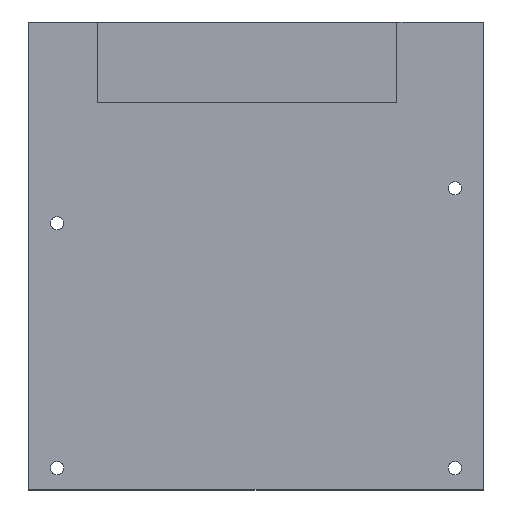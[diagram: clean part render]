
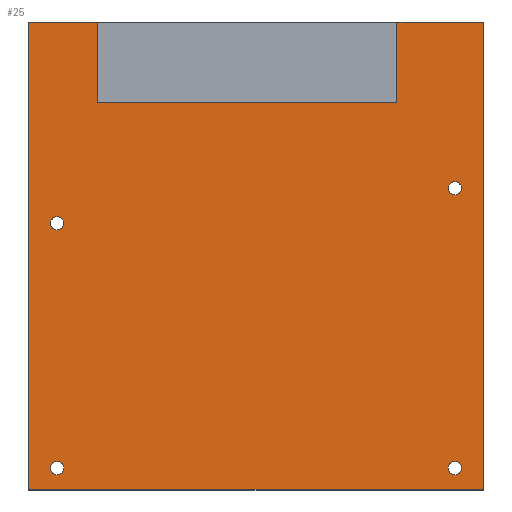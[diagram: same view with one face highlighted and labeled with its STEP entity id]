
A CAD part, top view. The second image highlights one B-rep face of the part: STEP entity #25.
In plain terms, the highlighted planar face has unit normal (0, 0, 1).
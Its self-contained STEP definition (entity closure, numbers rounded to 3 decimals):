
#5 = DIRECTION ( 'NONE',  ( 0., 0., 1. ) ) ;
#7 = DIRECTION ( 'NONE',  ( 0., -1., 0. ) ) ;
#9 = VECTOR ( 'NONE', #367, 1000. ) ;
#15 = CARTESIAN_POINT ( 'NONE',  ( -52., 53.5, 2. ) ) ;
#17 = VERTEX_POINT ( 'NONE', #551 ) ;
#19 = ORIENTED_EDGE ( 'NONE', *, *, #253, .F. ) ;
#22 = LINE ( 'NONE', #589, #537 ) ;
#23 = ORIENTED_EDGE ( 'NONE', *, *, #350, .T. ) ;
#25 = ADVANCED_FACE ( 'NONE', ( #598, #217, #193, #120, #546 ), #499, .T. ) ;
#30 = DIRECTION ( 'NONE',  ( 0., 0., 1. ) ) ;
#37 = EDGE_CURVE ( 'NONE', #268, #76, #658, .T. ) ;
#39 = VECTOR ( 'NONE', #274, 1000. ) ;
#42 = DIRECTION ( 'NONE',  ( 1., 0., 0. ) ) ;
#48 = VERTEX_POINT ( 'NONE', #553 ) ;
#51 = CARTESIAN_POINT ( 'NONE',  ( 47., 15.5, 2. ) ) ;
#54 = CIRCLE ( 'NONE', #170, 1.5 ) ;
#62 = ORIENTED_EDGE ( 'NONE', *, *, #318, .F. ) ;
#73 = AXIS2_PLACEMENT_3D ( 'NONE', #285, #646, #605 ) ;
#76 = VERTEX_POINT ( 'NONE', #139 ) ;
#78 = EDGE_LOOP ( 'NONE', ( #614, #136 ) ) ;
#79 = VERTEX_POINT ( 'NONE', #549 ) ;
#83 = ORIENTED_EDGE ( 'NONE', *, *, #484, .F. ) ;
#87 = CARTESIAN_POINT ( 'NONE',  ( -52., 53.5, 2. ) ) ;
#90 = CARTESIAN_POINT ( 'NONE',  ( 0., 0., 2. ) ) ;
#91 = VECTOR ( 'NONE', #7, 1000. ) ;
#104 = AXIS2_PLACEMENT_3D ( 'NONE', #662, #263, #152 ) ;
#105 = DIRECTION ( 'NONE',  ( -1., 0., 0. ) ) ;
#107 = VERTEX_POINT ( 'NONE', #87 ) ;
#109 = CARTESIAN_POINT ( 'NONE',  ( 52., 53.5, 2. ) ) ;
#111 = DIRECTION ( 'NONE',  ( -1., 0., 0. ) ) ;
#120 = FACE_BOUND ( 'NONE', #138, .T. ) ;
#122 = EDGE_CURVE ( 'NONE', #48, #420, #356, .T. ) ;
#128 = ORIENTED_EDGE ( 'NONE', *, *, #289, .T. ) ;
#133 = CIRCLE ( 'NONE', #325, 1.5 ) ;
#136 = ORIENTED_EDGE ( 'NONE', *, *, #533, .F. ) ;
#138 = EDGE_LOOP ( 'NONE', ( #167, #417 ) ) ;
#139 = CARTESIAN_POINT ( 'NONE',  ( 44., 15.5, 2. ) ) ;
#145 = DIRECTION ( 'NONE',  ( 1., 0., 0. ) ) ;
#152 = DIRECTION ( 'NONE',  ( -1., 0., 0. ) ) ;
#167 = ORIENTED_EDGE ( 'NONE', *, *, #186, .F. ) ;
#169 = CARTESIAN_POINT ( 'NONE',  ( 47., -48.5, 2. ) ) ;
#170 = AXIS2_PLACEMENT_3D ( 'NONE', #382, #332, #435 ) ;
#175 = VERTEX_POINT ( 'NONE', #562 ) ;
#186 = EDGE_CURVE ( 'NONE', #329, #79, #339, .T. ) ;
#187 = DIRECTION ( 'NONE',  ( 1., 0., 0. ) ) ;
#192 = VECTOR ( 'NONE', #635, 1000. ) ;
#193 = FACE_BOUND ( 'NONE', #651, .T. ) ;
#201 = AXIS2_PLACEMENT_3D ( 'NONE', #326, #282, #287 ) ;
#202 = ORIENTED_EDGE ( 'NONE', *, *, #512, .F. ) ;
#214 = CARTESIAN_POINT ( 'NONE',  ( -36.153, 35.006, 2. ) ) ;
#217 = FACE_BOUND ( 'NONE', #78, .T. ) ;
#222 = DIRECTION ( 'NONE',  ( 0., -1., 0. ) ) ;
#224 = CARTESIAN_POINT ( 'NONE',  ( -52., 53.5, 2. ) ) ;
#226 = VERTEX_POINT ( 'NONE', #626 ) ;
#227 = LINE ( 'NONE', #109, #39 ) ;
#238 = CARTESIAN_POINT ( 'NONE',  ( 52., 53.5, 2. ) ) ;
#240 = VECTOR ( 'NONE', #111, 1000. ) ;
#253 = EDGE_CURVE ( 'NONE', #420, #427, #441, .T. ) ;
#263 = DIRECTION ( 'NONE',  ( 0., 0., 1. ) ) ;
#267 = LINE ( 'NONE', #518, #9 ) ;
#268 = VERTEX_POINT ( 'NONE', #51 ) ;
#274 = DIRECTION ( 'NONE',  ( 0., 1., 0. ) ) ;
#282 = DIRECTION ( 'NONE',  ( 0., 0., 1. ) ) ;
#284 = DIRECTION ( 'NONE',  ( 1., 0., 0. ) ) ;
#285 = CARTESIAN_POINT ( 'NONE',  ( 45.5, 15.5, 2. ) ) ;
#287 = DIRECTION ( 'NONE',  ( 1., 0., 0. ) ) ;
#289 = EDGE_CURVE ( 'NONE', #606, #226, #398, .T. ) ;
#299 = DIRECTION ( 'NONE',  ( 0., 0., 1. ) ) ;
#302 = ORIENTED_EDGE ( 'NONE', *, *, #456, .T. ) ;
#305 = EDGE_LOOP ( 'NONE', ( #639, #202 ) ) ;
#308 = AXIS2_PLACEMENT_3D ( 'NONE', #483, #653, #187 ) ;
#318 = EDGE_CURVE ( 'NONE', #427, #226, #267, .T. ) ;
#325 = AXIS2_PLACEMENT_3D ( 'NONE', #431, #30, #428 ) ;
#326 = CARTESIAN_POINT ( 'NONE',  ( -45.5, -48.5, 2. ) ) ;
#329 = VERTEX_POINT ( 'NONE', #169 ) ;
#332 = DIRECTION ( 'NONE',  ( 0., 0., 1. ) ) ;
#339 = CIRCLE ( 'NONE', #477, 1.5 ) ;
#349 = CARTESIAN_POINT ( 'NONE',  ( -36.153, 53.5, 2. ) ) ;
#350 = EDGE_CURVE ( 'NONE', #48, #107, #493, .T. ) ;
#355 = VERTEX_POINT ( 'NONE', #414 ) ;
#356 = LINE ( 'NONE', #349, #91 ) ;
#360 = CARTESIAN_POINT ( 'NONE',  ( 45.5, -48.5, 2. ) ) ;
#361 = VECTOR ( 'NONE', #222, 1000. ) ;
#366 = EDGE_CURVE ( 'NONE', #17, #606, #227, .T. ) ;
#367 = DIRECTION ( 'NONE',  ( 0., 1., 0. ) ) ;
#382 = CARTESIAN_POINT ( 'NONE',  ( -45.5, -48.5, 2. ) ) ;
#386 = EDGE_CURVE ( 'NONE', #107, #175, #568, .T. ) ;
#393 = VERTEX_POINT ( 'NONE', #583 ) ;
#395 = AXIS2_PLACEMENT_3D ( 'NONE', #90, #299, #42 ) ;
#398 = LINE ( 'NONE', #15, #240 ) ;
#414 = CARTESIAN_POINT ( 'NONE',  ( -47., 7.5, 2. ) ) ;
#417 = ORIENTED_EDGE ( 'NONE', *, *, #638, .F. ) ;
#420 = VERTEX_POINT ( 'NONE', #422 ) ;
#422 = CARTESIAN_POINT ( 'NONE',  ( -36.153, 35.006, 2. ) ) ;
#427 = VERTEX_POINT ( 'NONE', #634 ) ;
#428 = DIRECTION ( 'NONE',  ( 1., 0., 0. ) ) ;
#431 = CARTESIAN_POINT ( 'NONE',  ( -45.5, 7.5, 2. ) ) ;
#433 = AXIS2_PLACEMENT_3D ( 'NONE', #454, #492, #145 ) ;
#435 = DIRECTION ( 'NONE',  ( 1., 0., 0. ) ) ;
#437 = EDGE_LOOP ( 'NONE', ( #569, #23, #510, #302, #524, #128, #62, #19 ) ) ;
#440 = CIRCLE ( 'NONE', #104, 1.5 ) ;
#441 = LINE ( 'NONE', #214, #558 ) ;
#453 = EDGE_CURVE ( 'NONE', #636, #393, #54, .T. ) ;
#454 = CARTESIAN_POINT ( 'NONE',  ( 45.5, 15.5, 2. ) ) ;
#456 = EDGE_CURVE ( 'NONE', #175, #17, #22, .T. ) ;
#465 = CIRCLE ( 'NONE', #308, 1.5 ) ;
#477 = AXIS2_PLACEMENT_3D ( 'NONE', #360, #5, #105 ) ;
#483 = CARTESIAN_POINT ( 'NONE',  ( -45.5, 7.5, 2. ) ) ;
#484 = EDGE_CURVE ( 'NONE', #355, #540, #133, .T. ) ;
#492 = DIRECTION ( 'NONE',  ( 0., 0., 1. ) ) ;
#493 = LINE ( 'NONE', #525, #192 ) ;
#499 = PLANE ( 'NONE',  #395 ) ;
#509 = CIRCLE ( 'NONE', #201, 1.5 ) ;
#510 = ORIENTED_EDGE ( 'NONE', *, *, #386, .T. ) ;
#512 = EDGE_CURVE ( 'NONE', #393, #636, #509, .T. ) ;
#518 = CARTESIAN_POINT ( 'NONE',  ( 32.24, 53.5, 2. ) ) ;
#524 = ORIENTED_EDGE ( 'NONE', *, *, #366, .T. ) ;
#525 = CARTESIAN_POINT ( 'NONE',  ( -52., 53.5, 2. ) ) ;
#533 = EDGE_CURVE ( 'NONE', #76, #268, #650, .T. ) ;
#537 = VECTOR ( 'NONE', #284, 1000. ) ;
#540 = VERTEX_POINT ( 'NONE', #548 ) ;
#546 = FACE_BOUND ( 'NONE', #305, .T. ) ;
#548 = CARTESIAN_POINT ( 'NONE',  ( -44., 7.5, 2. ) ) ;
#549 = CARTESIAN_POINT ( 'NONE',  ( 44., -48.5, 2. ) ) ;
#551 = CARTESIAN_POINT ( 'NONE',  ( 52., -53.5, 2. ) ) ;
#553 = CARTESIAN_POINT ( 'NONE',  ( -36.153, 53.5, 2. ) ) ;
#558 = VECTOR ( 'NONE', #628, 1000. ) ;
#562 = CARTESIAN_POINT ( 'NONE',  ( -52., -53.5, 2. ) ) ;
#568 = LINE ( 'NONE', #224, #361 ) ;
#569 = ORIENTED_EDGE ( 'NONE', *, *, #122, .F. ) ;
#583 = CARTESIAN_POINT ( 'NONE',  ( -47., -48.5, 2. ) ) ;
#589 = CARTESIAN_POINT ( 'NONE',  ( -52., -53.5, 2. ) ) ;
#598 = FACE_OUTER_BOUND ( 'NONE', #437, .T. ) ;
#602 = EDGE_CURVE ( 'NONE', #540, #355, #465, .T. ) ;
#605 = DIRECTION ( 'NONE',  ( 1., 0., 0. ) ) ;
#606 = VERTEX_POINT ( 'NONE', #238 ) ;
#614 = ORIENTED_EDGE ( 'NONE', *, *, #37, .F. ) ;
#620 = CARTESIAN_POINT ( 'NONE',  ( -44., -48.5, 2. ) ) ;
#626 = CARTESIAN_POINT ( 'NONE',  ( 32.24, 53.5, 2. ) ) ;
#628 = DIRECTION ( 'NONE',  ( 1., 0., 0. ) ) ;
#634 = CARTESIAN_POINT ( 'NONE',  ( 32.24, 35.006, 2. ) ) ;
#635 = DIRECTION ( 'NONE',  ( -1., 0., 0. ) ) ;
#636 = VERTEX_POINT ( 'NONE', #620 ) ;
#638 = EDGE_CURVE ( 'NONE', #79, #329, #440, .T. ) ;
#639 = ORIENTED_EDGE ( 'NONE', *, *, #453, .F. ) ;
#644 = ORIENTED_EDGE ( 'NONE', *, *, #602, .F. ) ;
#646 = DIRECTION ( 'NONE',  ( 0., 0., 1. ) ) ;
#650 = CIRCLE ( 'NONE', #73, 1.5 ) ;
#651 = EDGE_LOOP ( 'NONE', ( #644, #83 ) ) ;
#653 = DIRECTION ( 'NONE',  ( 0., 0., 1. ) ) ;
#658 = CIRCLE ( 'NONE', #433, 1.5 ) ;
#662 = CARTESIAN_POINT ( 'NONE',  ( 45.5, -48.5, 2. ) ) ;
